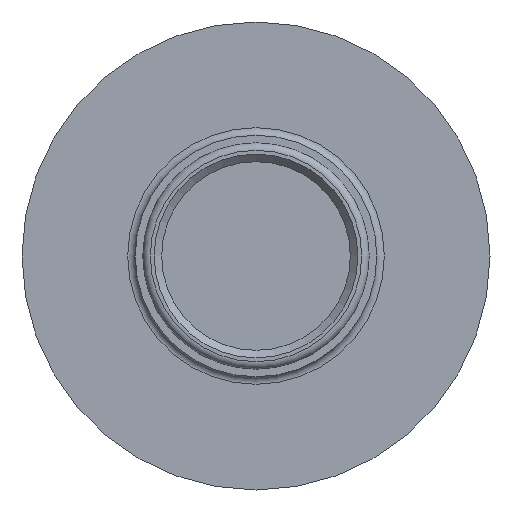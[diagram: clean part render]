
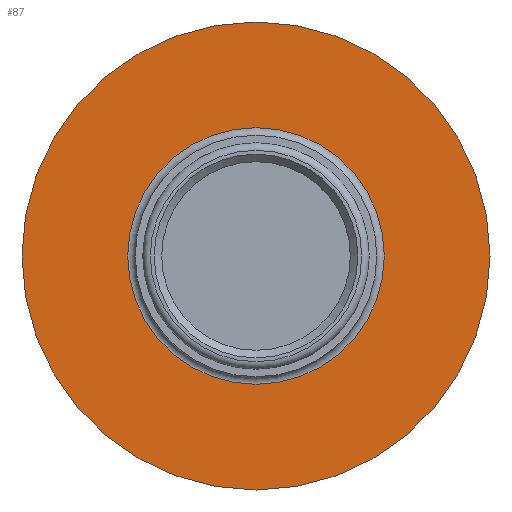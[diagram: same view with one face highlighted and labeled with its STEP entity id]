
A CAD part, front view. The second image highlights one B-rep face of the part: STEP entity #87.
In plain terms, the highlighted planar face has unit normal (0, -1, 0).
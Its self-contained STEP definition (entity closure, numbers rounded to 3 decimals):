
#58=FACE_BOUND('',#121,.T.);
#59=FACE_BOUND('',#122,.T.);
#87=ADVANCED_FACE('',(#58,#59),#102,.F.);
#102=PLANE('',#252);
#121=EDGE_LOOP('',(#157));
#122=EDGE_LOOP('',(#158));
#157=ORIENTED_EDGE('',*,*,#207,.T.);
#158=ORIENTED_EDGE('',*,*,#206,.T.);
#188=VERTEX_POINT('',#372);
#189=VERTEX_POINT('',#375);
#206=EDGE_CURVE('',#188,#188,#224,.T.);
#207=EDGE_CURVE('',#189,#189,#225,.T.);
#224=CIRCLE('',#249,155.);
#225=CIRCLE('',#251,85.);
#249=AXIS2_PLACEMENT_3D('',#371,#302,#303);
#251=AXIS2_PLACEMENT_3D('',#374,#306,#307);
#252=AXIS2_PLACEMENT_3D('',#376,#308,#309);
#302=DIRECTION('',(0.,-1.,0.));
#303=DIRECTION('',(0.,0.,-1.));
#306=DIRECTION('',(0.,1.,0.));
#307=DIRECTION('',(0.,0.,1.));
#308=DIRECTION('',(0.,1.,0.));
#309=DIRECTION('',(0.,0.,1.));
#371=CARTESIAN_POINT('',(0.,100.,0.));
#372=CARTESIAN_POINT('',(0.,100.,-155.));
#374=CARTESIAN_POINT('',(0.,100.,0.));
#375=CARTESIAN_POINT('',(0.,100.,85.));
#376=CARTESIAN_POINT('',(0.,100.,155.));
